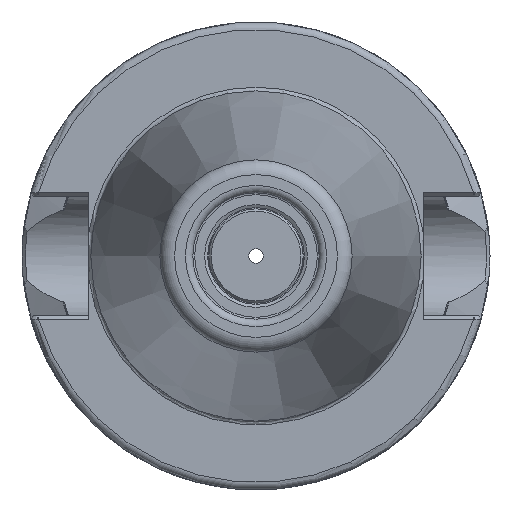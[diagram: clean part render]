
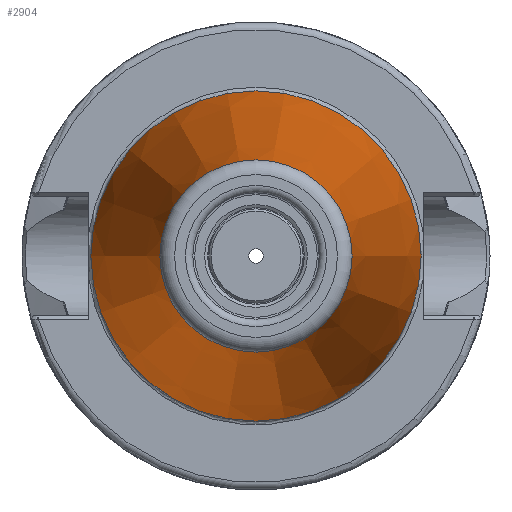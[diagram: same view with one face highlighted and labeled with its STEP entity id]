
A CAD part, left-side view. The second image highlights one B-rep face of the part: STEP entity #2904.
In plain terms, the highlighted conical face has half-angle 8.297 degrees and reference radius 17.581 mm.
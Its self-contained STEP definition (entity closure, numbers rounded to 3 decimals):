
#160=CONICAL_SURFACE('',#3193,17.581,0.145);
#362=FACE_OUTER_BOUND('',#534,.T.);
#534=EDGE_LOOP('',(#2346,#2347,#2348,#2349,#2350,#2351,#2352));
#702=LINE('',#5432,#834);
#834=VECTOR('',#3832,17.581);
#1010=CIRCLE('',#3189,12.937);
#1011=CIRCLE('',#3190,12.937);
#1012=CIRCLE('',#3191,12.937);
#1014=CIRCLE('',#3194,22.225);
#1015=CIRCLE('',#3195,22.225);
#1299=VERTEX_POINT('',#5420);
#1300=VERTEX_POINT('',#5421);
#1301=VERTEX_POINT('',#5423);
#1302=VERTEX_POINT('',#5428);
#1303=VERTEX_POINT('',#5429);
#1679=EDGE_CURVE('',#1299,#1300,#1010,.T.);
#1680=EDGE_CURVE('',#1301,#1299,#1011,.T.);
#1681=EDGE_CURVE('',#1300,#1301,#1012,.T.);
#1683=EDGE_CURVE('',#1302,#1303,#1014,.T.);
#1684=EDGE_CURVE('',#1303,#1302,#1015,.T.);
#1685=EDGE_CURVE('',#1303,#1301,#702,.T.);
#2346=ORIENTED_EDGE('',*,*,#1683,.F.);
#2347=ORIENTED_EDGE('',*,*,#1684,.F.);
#2348=ORIENTED_EDGE('',*,*,#1685,.T.);
#2349=ORIENTED_EDGE('',*,*,#1680,.T.);
#2350=ORIENTED_EDGE('',*,*,#1679,.T.);
#2351=ORIENTED_EDGE('',*,*,#1681,.T.);
#2352=ORIENTED_EDGE('',*,*,#1685,.F.);
#2904=ADVANCED_FACE('',(#362),#160,.T.);
#3189=AXIS2_PLACEMENT_3D('',#5422,#3818,#3819);
#3190=AXIS2_PLACEMENT_3D('',#5424,#3820,#3821);
#3191=AXIS2_PLACEMENT_3D('',#5425,#3822,#3823);
#3193=AXIS2_PLACEMENT_3D('',#5427,#3826,#3827);
#3194=AXIS2_PLACEMENT_3D('',#5430,#3828,#3829);
#3195=AXIS2_PLACEMENT_3D('',#5431,#3830,#3831);
#3818=DIRECTION('center_axis',(1.,0.,0.));
#3819=DIRECTION('ref_axis',(0.,0.,-1.));
#3820=DIRECTION('center_axis',(1.,0.,0.));
#3821=DIRECTION('ref_axis',(0.,0.,-1.));
#3822=DIRECTION('center_axis',(1.,0.,0.));
#3823=DIRECTION('ref_axis',(0.,0.,-1.));
#3826=DIRECTION('center_axis',(1.,0.,0.));
#3827=DIRECTION('ref_axis',(0.,1.,0.));
#3828=DIRECTION('center_axis',(1.,0.,0.));
#3829=DIRECTION('ref_axis',(0.,0.,-1.));
#3830=DIRECTION('center_axis',(1.,0.,0.));
#3831=DIRECTION('ref_axis',(0.,0.,-1.));
#3832=DIRECTION('',(-0.99,0.144,0.));
#5420=CARTESIAN_POINT('',(-63.689,12.937,0.));
#5421=CARTESIAN_POINT('',(-63.689,0.,12.937));
#5422=CARTESIAN_POINT('Origin',(-63.689,0.,
0.));
#5423=CARTESIAN_POINT('',(-63.689,-12.937,0.));
#5424=CARTESIAN_POINT('Origin',(-63.689,0.,
0.));
#5425=CARTESIAN_POINT('Origin',(-63.689,0.,
0.));
#5427=CARTESIAN_POINT('Origin',(-31.844,0.,
0.));
#5428=CARTESIAN_POINT('',(0.,22.225,0.));
#5429=CARTESIAN_POINT('',(0.,-22.225,0.));
#5430=CARTESIAN_POINT('Origin',(0.,0.,
0.));
#5431=CARTESIAN_POINT('Origin',(0.,0.,
0.));
#5432=CARTESIAN_POINT('',(-31.844,-17.581,0.));
